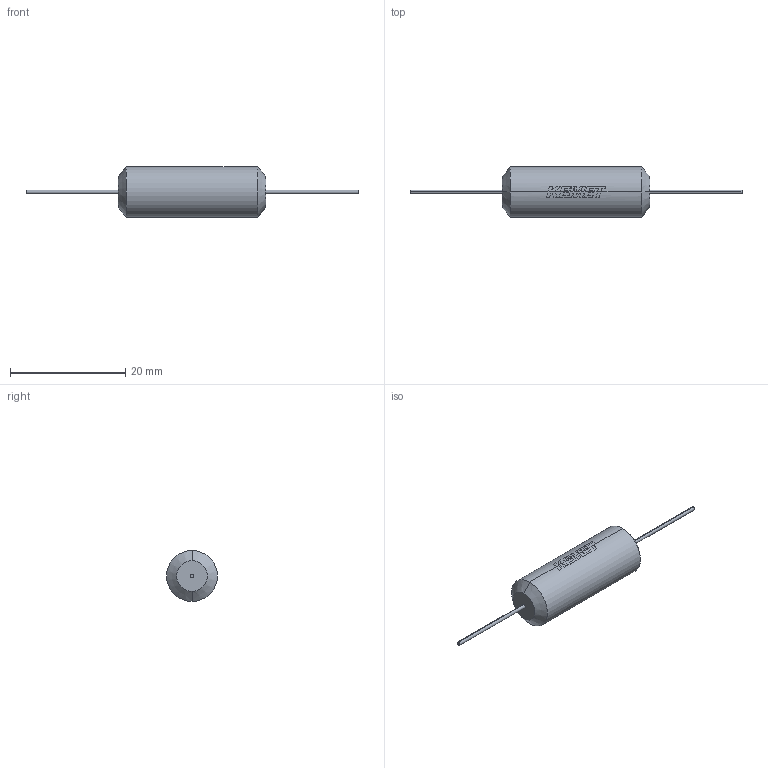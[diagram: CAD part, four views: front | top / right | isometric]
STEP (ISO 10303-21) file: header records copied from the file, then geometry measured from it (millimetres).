
FILE_DESCRIPTION (( 'STEP AP214' ), '1' );
FILE_NAME ('Default.STEP', '2018-06-05T16:47:02', ( '' ), ( '' ), 'SwSTEP 2.0', 'SolidWorks 2014', '' );
FILE_SCHEMA (( 'AUTOMOTIVE_DESIGN' ));
Length unit declared in the file: millimetre
Products named in the file (1): Default
Bounding box: 57.5 x 8.8 x 8.8 mm (x, y, z)
Volume: 1503.9 mm3; surface area: 837.6 mm2
Topology: 1 solids, 1 shells, 85 faces, 239 edges, 158 vertices
Faces by surface type: bspline 31, plane 26, cylinder 24, cone 4
Entity records: 3162 total; most frequent: CARTESIAN_POINT 1085, ORIENTED_EDGE 478, EDGE_CURVE 239, DIRECTION 216, VERTEX_POINT 158, B_SPLINE_CURVE_WITH_KNOTS 149, EDGE_LOOP 87, ADVANCED_FACE 85
